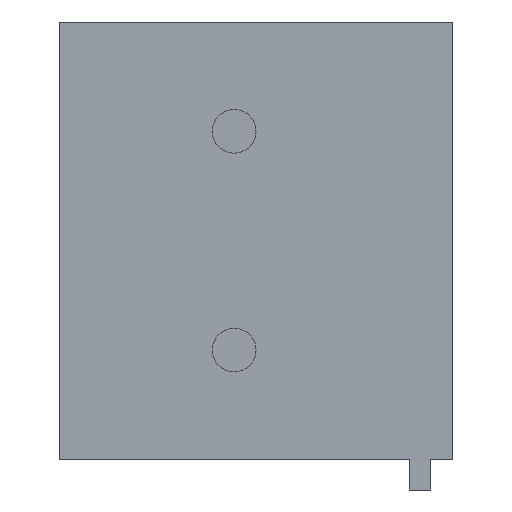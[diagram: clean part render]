
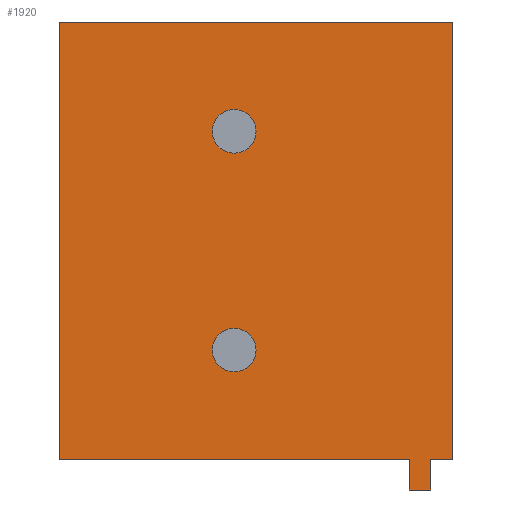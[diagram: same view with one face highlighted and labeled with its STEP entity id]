
A CAD part, front view. The second image highlights one B-rep face of the part: STEP entity #1920.
In plain terms, the highlighted planar face has unit normal (0, -1, 0).
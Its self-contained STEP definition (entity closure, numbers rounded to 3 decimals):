
#2 = CARTESIAN_POINT ( 'NONE',  ( -0.5, -6.25, -2.5 ) ) ;
#12 = DIRECTION ( 'NONE',  ( 0., -1., 0. ) ) ;
#16 = CARTESIAN_POINT ( 'NONE',  ( -0.5, -6.25, 2. ) ) ;
#34 = ORIENTED_EDGE ( 'NONE', *, *, #2300, .F. ) ;
#82 = VERTEX_POINT ( 'NONE', #120 ) ;
#93 = VECTOR ( 'NONE', #1842, 1000. ) ;
#106 = EDGE_LOOP ( 'NONE', ( #2031, #484, #1671, #1931, #1204, #1301, #1324, #2461 ) ) ;
#118 = VERTEX_POINT ( 'NONE', #16 ) ;
#120 = CARTESIAN_POINT ( 'NONE',  ( 4.5, -6.25, -5. ) ) ;
#123 = DIRECTION ( 'NONE',  ( 0., 0., 1. ) ) ;
#156 = DIRECTION ( 'NONE',  ( 1., 0., 0. ) ) ;
#166 = CARTESIAN_POINT ( 'NONE',  ( 3.5, -6.25, -5.7 ) ) ;
#172 = VECTOR ( 'NONE', #156, 1000. ) ;
#187 = CIRCLE ( 'NONE', #1732, 0.5 ) ;
#229 = VECTOR ( 'NONE', #2086, 1000. ) ;
#252 = LINE ( 'NONE', #475, #2071 ) ;
#266 = DIRECTION ( 'NONE',  ( 0., 0., -1. ) ) ;
#274 = VERTEX_POINT ( 'NONE', #1968 ) ;
#277 = VECTOR ( 'NONE', #1795, 1000. ) ;
#298 = CARTESIAN_POINT ( 'NONE',  ( 4.5, -6.25, 5. ) ) ;
#360 = CARTESIAN_POINT ( 'NONE',  ( -0.5, -6.25, -2. ) ) ;
#405 = VECTOR ( 'NONE', #1023, 1000. ) ;
#413 = VERTEX_POINT ( 'NONE', #166 ) ;
#421 = CARTESIAN_POINT ( 'NONE',  ( -0.5, -6.25, 2.5 ) ) ;
#427 = CARTESIAN_POINT ( 'NONE',  ( -4.5, -6.25, 5. ) ) ;
#428 = LINE ( 'NONE', #1471, #229 ) ;
#437 = EDGE_CURVE ( 'NONE', #609, #1515, #977, .T. ) ;
#475 = CARTESIAN_POINT ( 'NONE',  ( 4., -6.25, -5.7 ) ) ;
#484 = ORIENTED_EDGE ( 'NONE', *, *, #1008, .F. ) ;
#505 = EDGE_CURVE ( 'NONE', #1919, #413, #2002, .T. ) ;
#514 = DIRECTION ( 'NONE',  ( 0., 0., 1. ) ) ;
#523 = CARTESIAN_POINT ( 'NONE',  ( -4.5, -6.25, 5. ) ) ;
#609 = VERTEX_POINT ( 'NONE', #427 ) ;
#672 = VERTEX_POINT ( 'NONE', #2491 ) ;
#685 = DIRECTION ( 'NONE',  ( 0., 0., 1. ) ) ;
#766 = ORIENTED_EDGE ( 'NONE', *, *, #883, .F. ) ;
#830 = DIRECTION ( 'NONE',  ( 0., 0., 1. ) ) ;
#883 = EDGE_CURVE ( 'NONE', #2254, #1293, #1986, .T. ) ;
#967 = CARTESIAN_POINT ( 'NONE',  ( 4., -6.25, -5.7 ) ) ;
#975 = CARTESIAN_POINT ( 'NONE',  ( -4.5, -6.25, -5. ) ) ;
#977 = LINE ( 'NONE', #1402, #172 ) ;
#1001 = DIRECTION ( 'NONE',  ( 0., -1., 0. ) ) ;
#1008 = EDGE_CURVE ( 'NONE', #413, #672, #2093, .T. ) ;
#1023 = DIRECTION ( 'NONE',  ( 0., 0., -1. ) ) ;
#1122 = VERTEX_POINT ( 'NONE', #1391 ) ;
#1204 = ORIENTED_EDGE ( 'NONE', *, *, #2313, .T. ) ;
#1217 = CARTESIAN_POINT ( 'NONE',  ( 4.5, -6.25, 5. ) ) ;
#1289 = ORIENTED_EDGE ( 'NONE', *, *, #1614, .F. ) ;
#1293 = VERTEX_POINT ( 'NONE', #360 ) ;
#1301 = ORIENTED_EDGE ( 'NONE', *, *, #1613, .F. ) ;
#1324 = ORIENTED_EDGE ( 'NONE', *, *, #437, .F. ) ;
#1345 = FACE_BOUND ( 'NONE', #2090, .T. ) ;
#1391 = CARTESIAN_POINT ( 'NONE',  ( 4., -6.25, -5. ) ) ;
#1394 = CIRCLE ( 'NONE', #2287, 0.5 ) ;
#1396 = EDGE_CURVE ( 'NONE', #118, #274, #187, .T. ) ;
#1400 = ORIENTED_EDGE ( 'NONE', *, *, #1396, .F. ) ;
#1402 = CARTESIAN_POINT ( 'NONE',  ( -4.5, -6.25, 5. ) ) ;
#1466 = CARTESIAN_POINT ( 'NONE',  ( 3.5, -6.25, -5.7 ) ) ;
#1471 = CARTESIAN_POINT ( 'NONE',  ( -4.5, -6.25, -5. ) ) ;
#1499 = LINE ( 'NONE', #2108, #1934 ) ;
#1515 = VERTEX_POINT ( 'NONE', #298 ) ;
#1532 = EDGE_LOOP ( 'NONE', ( #34, #766 ) ) ;
#1584 = PLANE ( 'NONE',  #2366 ) ;
#1613 = EDGE_CURVE ( 'NONE', #1515, #82, #2255, .T. ) ;
#1614 = EDGE_CURVE ( 'NONE', #274, #118, #2590, .T. ) ;
#1625 = DIRECTION ( 'NONE',  ( 0., -1., 0. ) ) ;
#1635 = CARTESIAN_POINT ( 'NONE',  ( -4.5, -6.25, -5. ) ) ;
#1662 = CARTESIAN_POINT ( 'NONE',  ( -0.5, -6.25, -3. ) ) ;
#1671 = ORIENTED_EDGE ( 'NONE', *, *, #505, .F. ) ;
#1705 = CARTESIAN_POINT ( 'NONE',  ( -0.5, -6.25, 2.5 ) ) ;
#1722 = VECTOR ( 'NONE', #2430, 1000. ) ;
#1732 = AXIS2_PLACEMENT_3D ( 'NONE', #1705, #2106, #685 ) ;
#1744 = FACE_BOUND ( 'NONE', #1532, .T. ) ;
#1754 = LINE ( 'NONE', #975, #277 ) ;
#1795 = DIRECTION ( 'NONE',  ( 1., 0., 0. ) ) ;
#1819 = AXIS2_PLACEMENT_3D ( 'NONE', #421, #1625, #1839 ) ;
#1836 = EDGE_CURVE ( 'NONE', #1919, #1122, #252, .T. ) ;
#1839 = DIRECTION ( 'NONE',  ( 0., 0., 1. ) ) ;
#1840 = EDGE_CURVE ( 'NONE', #609, #2293, #1499, .T. ) ;
#1842 = DIRECTION ( 'NONE',  ( 0., 0., 1. ) ) ;
#1919 = VERTEX_POINT ( 'NONE', #1940 ) ;
#1920 = ADVANCED_FACE ( 'NONE', ( #1345, #1744, #2562 ), #1584, .F. ) ;
#1931 = ORIENTED_EDGE ( 'NONE', *, *, #1836, .T. ) ;
#1934 = VECTOR ( 'NONE', #266, 1000. ) ;
#1940 = CARTESIAN_POINT ( 'NONE',  ( 4., -6.25, -5.7 ) ) ;
#1968 = CARTESIAN_POINT ( 'NONE',  ( -0.5, -6.25, 3. ) ) ;
#1986 = CIRCLE ( 'NONE', #2580, 0.5 ) ;
#1998 = CARTESIAN_POINT ( 'NONE',  ( -0.5, -6.25, -2.5 ) ) ;
#2002 = LINE ( 'NONE', #967, #1722 ) ;
#2031 = ORIENTED_EDGE ( 'NONE', *, *, #2431, .T. ) ;
#2071 = VECTOR ( 'NONE', #514, 1000. ) ;
#2086 = DIRECTION ( 'NONE',  ( 1., 0., 0. ) ) ;
#2090 = EDGE_LOOP ( 'NONE', ( #1289, #1400 ) ) ;
#2093 = LINE ( 'NONE', #1466, #93 ) ;
#2106 = DIRECTION ( 'NONE',  ( 0., -1., 0. ) ) ;
#2108 = CARTESIAN_POINT ( 'NONE',  ( -4.5, -6.25, 5. ) ) ;
#2193 = DIRECTION ( 'NONE',  ( 0., 0., 1. ) ) ;
#2254 = VERTEX_POINT ( 'NONE', #1662 ) ;
#2255 = LINE ( 'NONE', #1217, #405 ) ;
#2287 = AXIS2_PLACEMENT_3D ( 'NONE', #2, #12, #830 ) ;
#2293 = VERTEX_POINT ( 'NONE', #1635 ) ;
#2300 = EDGE_CURVE ( 'NONE', #1293, #2254, #1394, .T. ) ;
#2313 = EDGE_CURVE ( 'NONE', #1122, #82, #428, .T. ) ;
#2366 = AXIS2_PLACEMENT_3D ( 'NONE', #523, #2371, #123 ) ;
#2371 = DIRECTION ( 'NONE',  ( 0., 1., 0. ) ) ;
#2430 = DIRECTION ( 'NONE',  ( -1., 0., 0. ) ) ;
#2431 = EDGE_CURVE ( 'NONE', #2293, #672, #1754, .T. ) ;
#2461 = ORIENTED_EDGE ( 'NONE', *, *, #1840, .T. ) ;
#2491 = CARTESIAN_POINT ( 'NONE',  ( 3.5, -6.25, -5. ) ) ;
#2562 = FACE_OUTER_BOUND ( 'NONE', #106, .T. ) ;
#2580 = AXIS2_PLACEMENT_3D ( 'NONE', #1998, #1001, #2193 ) ;
#2590 = CIRCLE ( 'NONE', #1819, 0.5 ) ;
